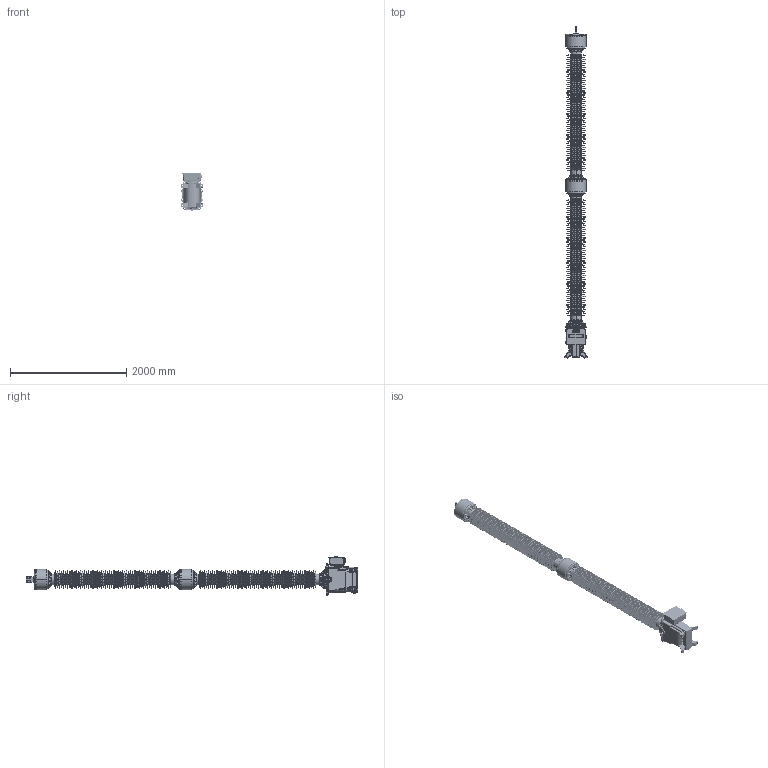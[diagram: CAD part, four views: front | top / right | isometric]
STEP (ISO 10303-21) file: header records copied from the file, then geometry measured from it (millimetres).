
FILE_DESCRIPTION((''),'2;1');
FILE_NAME('1HSE220062-929_SW0001','2016-11-02T',('sebjsjo1'),('ABB Technology Ltd.'),'PRO/ENGINEER BY PARAMETRIC TECHNOLOGY CORPORATION, 2015110','PRO/ENGINEER BY PARAMETRIC TECHNOLOGY CORPORATION, 2015110','');
FILE_SCHEMA(('CONFIG_CONTROL_DESIGN'));
Length unit declared in the file: millimetre
Products named in the file (1): 1HSE220062-929_SW0001
Bounding box: 395 x 5703 x 653.16 mm (x, y, z)
Surface area: 14608194.9 mm2 (no closed solid volume)
Topology: 0 solids, 196 shells, 2978 faces, 10846 edges, 7817 vertices
Faces by surface type: torus 818, cylinder 628, plane 528, cone 515, bspline 462, sphere 27
Entity records: 141634 total; most frequent: CARTESIAN_POINT 55457, DIRECTION 17617, ORIENTED_EDGE 15919, EDGE_CURVE 10846, VERTEX_POINT 7817, AXIS2_PLACEMENT_3D 6596, VECTOR 4425, LINE 4425
